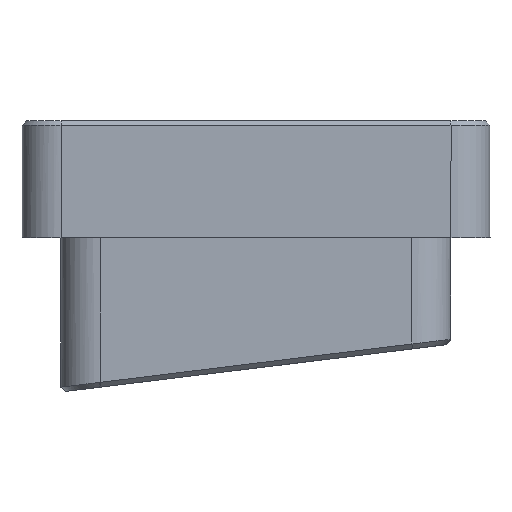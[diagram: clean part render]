
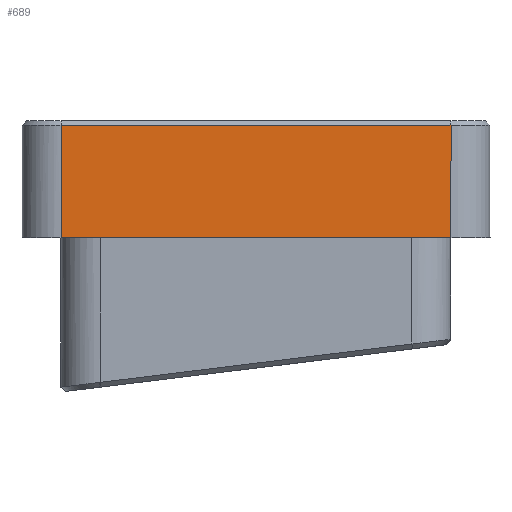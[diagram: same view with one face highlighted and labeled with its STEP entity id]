
A CAD part, left-side view. The second image highlights one B-rep face of the part: STEP entity #689.
In plain terms, the highlighted planar face has unit normal (-1, 0, 0).
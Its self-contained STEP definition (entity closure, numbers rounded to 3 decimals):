
#61=FACE_OUTER_BOUND('',#106,.T.);
#106=EDGE_LOOP('',(#487,#488,#489,#490));
#169=LINE('',#982,#234);
#177=LINE('',#1018,#242);
#180=LINE('',#1036,#245);
#181=LINE('',#1037,#246);
#234=VECTOR('',#803,10.);
#242=VECTOR('',#833,2.);
#245=VECTOR('',#838,10.);
#246=VECTOR('',#839,10.);
#299=VERTEX_POINT('',#980);
#300=VERTEX_POINT('',#981);
#317=VERTEX_POINT('',#1017);
#320=VERTEX_POINT('',#1035);
#362=EDGE_CURVE('',#299,#300,#169,.T.);
#380=EDGE_CURVE('',#299,#317,#177,.T.);
#384=EDGE_CURVE('',#300,#320,#180,.T.);
#385=EDGE_CURVE('',#317,#320,#181,.T.);
#487=ORIENTED_EDGE('',*,*,#362,.T.);
#488=ORIENTED_EDGE('',*,*,#384,.T.);
#489=ORIENTED_EDGE('',*,*,#385,.F.);
#490=ORIENTED_EDGE('',*,*,#380,.F.);
#669=PLANE('',#755);
#689=ADVANCED_FACE('',(#61),#669,.T.);
#755=AXIS2_PLACEMENT_3D('',#1034,#836,#837);
#803=DIRECTION('',(0.,-1.,0.));
#833=DIRECTION('',(0.,0.,1.));
#836=DIRECTION('center_axis',(-1.,0.,0.));
#837=DIRECTION('ref_axis',(0.,1.,0.));
#838=DIRECTION('',(0.,0.,1.));
#839=DIRECTION('',(0.,-1.,0.));
#980=CARTESIAN_POINT('',(-144.826,98.547,-4.5));
#981=CARTESIAN_POINT('',(-144.826,78.547,-4.5));
#982=CARTESIAN_POINT('',(-144.826,77.86,-4.5));
#1017=CARTESIAN_POINT('',(-144.826,98.547,1.254));
#1018=CARTESIAN_POINT('',(-144.826,98.547,4.5));
#1034=CARTESIAN_POINT('Origin',(-144.826,68.547,4.5));
#1035=CARTESIAN_POINT('',(-144.826,78.547,1.254));
#1036=CARTESIAN_POINT('',(-144.826,78.547,4.5));
#1037=CARTESIAN_POINT('',(-144.826,83.712,1.254));
